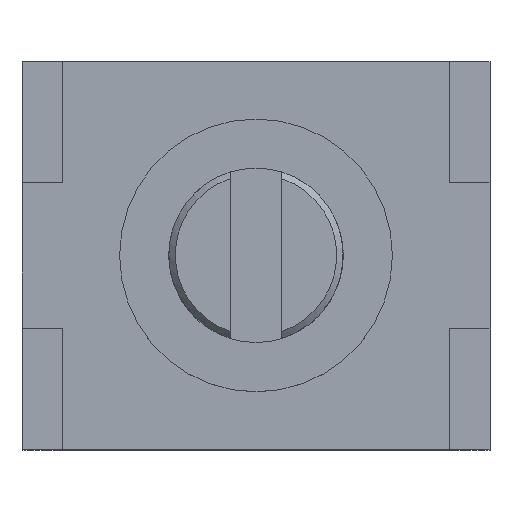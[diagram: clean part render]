
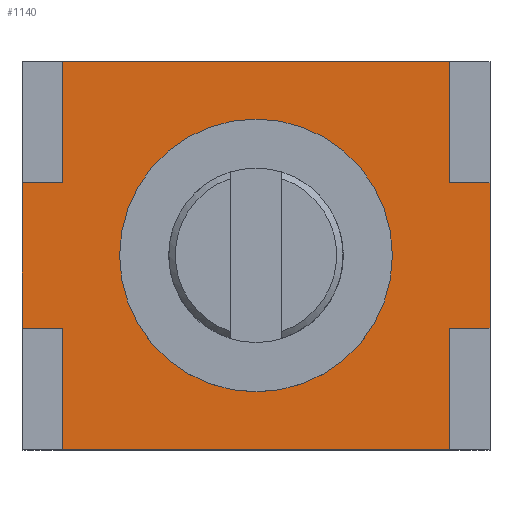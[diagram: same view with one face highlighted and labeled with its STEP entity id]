
A CAD part, top view. The second image highlights one B-rep face of the part: STEP entity #1140.
In plain terms, the highlighted planar face has unit normal (0, 0, 1).
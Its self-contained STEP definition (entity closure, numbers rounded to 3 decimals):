
#57=FACE_BOUND('',#221,.T.);
#94=PLANE('',#1249);
#146=FACE_OUTER_BOUND('',#220,.T.);
#220=EDGE_LOOP('',(#968,#969,#970,#971,#972,#973,#974,#975,#976,#977,#978,
#979));
#221=EDGE_LOOP('',(#980));
#311=LINE('',#1772,#421);
#317=LINE('',#1784,#427);
#319=LINE('',#1787,#429);
#322=LINE('',#1793,#432);
#326=LINE('',#1802,#436);
#328=LINE('',#1808,#438);
#331=LINE('',#1813,#441);
#333=LINE('',#1817,#443);
#338=LINE('',#1826,#448);
#339=LINE('',#1829,#449);
#344=LINE('',#1837,#454);
#345=LINE('',#1838,#455);
#421=VECTOR('',#1446,10.);
#427=VECTOR('',#1454,10.);
#429=VECTOR('',#1458,10.);
#432=VECTOR('',#1463,10.);
#436=VECTOR('',#1469,10.);
#438=VECTOR('',#1473,10.);
#441=VECTOR('',#1478,10.);
#443=VECTOR('',#1482,10.);
#448=VECTOR('',#1489,10.);
#449=VECTOR('',#1492,10.);
#454=VECTOR('',#1501,10.);
#455=VECTOR('',#1502,10.);
#489=CIRCLE('',#1237,5.6);
#558=VERTEX_POINT('',#1764);
#559=VERTEX_POINT('',#1768);
#561=VERTEX_POINT('',#1771);
#564=VERTEX_POINT('',#1778);
#566=VERTEX_POINT('',#1782);
#568=VERTEX_POINT('',#1791);
#570=VERTEX_POINT('',#1796);
#572=VERTEX_POINT('',#1800);
#573=VERTEX_POINT('',#1804);
#575=VERTEX_POINT('',#1807);
#577=VERTEX_POINT('',#1816);
#580=VERTEX_POINT('',#1824);
#581=VERTEX_POINT('',#1828);
#687=EDGE_CURVE('',#558,#558,#489,.T.);
#689=EDGE_CURVE('',#559,#561,#311,.T.);
#695=EDGE_CURVE('',#564,#566,#317,.T.);
#697=EDGE_CURVE('',#566,#561,#319,.T.);
#700=EDGE_CURVE('',#568,#559,#322,.T.);
#704=EDGE_CURVE('',#570,#572,#326,.T.);
#706=EDGE_CURVE('',#573,#575,#328,.T.);
#709=EDGE_CURVE('',#575,#572,#331,.T.);
#711=EDGE_CURVE('',#577,#570,#333,.T.);
#716=EDGE_CURVE('',#573,#580,#338,.T.);
#717=EDGE_CURVE('',#564,#581,#339,.T.);
#722=EDGE_CURVE('',#568,#577,#344,.T.);
#723=EDGE_CURVE('',#581,#580,#345,.T.);
#968=ORIENTED_EDGE('',*,*,#722,.T.);
#969=ORIENTED_EDGE('',*,*,#711,.T.);
#970=ORIENTED_EDGE('',*,*,#704,.T.);
#971=ORIENTED_EDGE('',*,*,#709,.F.);
#972=ORIENTED_EDGE('',*,*,#706,.F.);
#973=ORIENTED_EDGE('',*,*,#716,.T.);
#974=ORIENTED_EDGE('',*,*,#723,.F.);
#975=ORIENTED_EDGE('',*,*,#717,.F.);
#976=ORIENTED_EDGE('',*,*,#695,.T.);
#977=ORIENTED_EDGE('',*,*,#697,.T.);
#978=ORIENTED_EDGE('',*,*,#689,.F.);
#979=ORIENTED_EDGE('',*,*,#700,.F.);
#980=ORIENTED_EDGE('',*,*,#687,.T.);
#1140=ADVANCED_FACE('',(#146,#57),#94,.T.);
#1237=AXIS2_PLACEMENT_3D('',#1766,#1441,#1442);
#1249=AXIS2_PLACEMENT_3D('',#1836,#1499,#1500);
#1441=DIRECTION('center_axis',(0.,0.,-1.));
#1442=DIRECTION('ref_axis',(1.,0.,0.));
#1446=DIRECTION('',(-1.,0.,0.));
#1454=DIRECTION('',(-1.,0.,0.));
#1458=DIRECTION('',(0.,-1.,0.));
#1463=DIRECTION('',(0.,1.,0.));
#1469=DIRECTION('',(1.,0.,0.));
#1473=DIRECTION('',(1.,0.,0.));
#1478=DIRECTION('',(0.,-1.,0.));
#1482=DIRECTION('',(0.,1.,0.));
#1489=DIRECTION('',(0.,1.,0.));
#1492=DIRECTION('',(0.,1.,0.));
#1499=DIRECTION('center_axis',(0.,0.,1.));
#1500=DIRECTION('ref_axis',(1.,0.,0.));
#1501=DIRECTION('',(1.,0.,0.));
#1502=DIRECTION('',(1.,0.,0.));
#1764=CARTESIAN_POINT('',(-5.6,12.,38.5));
#1766=CARTESIAN_POINT('Origin',(0.,12.,38.5));
#1768=CARTESIAN_POINT('',(-12.,7.5,38.5));
#1771=CARTESIAN_POINT('',(-14.5,7.5,38.5));
#1772=CARTESIAN_POINT('',(-12.,7.5,38.5));
#1778=CARTESIAN_POINT('',(-12.,16.5,38.5));
#1782=CARTESIAN_POINT('',(-14.5,16.5,38.5));
#1784=CARTESIAN_POINT('',(-12.,16.5,38.5));
#1787=CARTESIAN_POINT('',(-14.5,14.25,38.5));
#1791=CARTESIAN_POINT('',(-12.,0.,38.5));
#1793=CARTESIAN_POINT('',(-12.,0.,38.5));
#1796=CARTESIAN_POINT('',(12.,7.5,38.5));
#1800=CARTESIAN_POINT('',(14.5,7.5,38.5));
#1802=CARTESIAN_POINT('',(12.,7.5,38.5));
#1804=CARTESIAN_POINT('',(12.,16.5,38.5));
#1807=CARTESIAN_POINT('',(14.5,16.5,38.5));
#1808=CARTESIAN_POINT('',(12.,16.5,38.5));
#1813=CARTESIAN_POINT('',(14.5,14.25,38.5));
#1816=CARTESIAN_POINT('',(12.,0.,38.5));
#1817=CARTESIAN_POINT('',(12.,0.,38.5));
#1824=CARTESIAN_POINT('',(12.,24.,38.5));
#1826=CARTESIAN_POINT('',(12.,0.,38.5));
#1828=CARTESIAN_POINT('',(-12.,24.,38.5));
#1829=CARTESIAN_POINT('',(-12.,0.,38.5));
#1836=CARTESIAN_POINT('Origin',(-12.,0.,38.5));
#1837=CARTESIAN_POINT('',(-12.,0.,38.5));
#1838=CARTESIAN_POINT('',(-12.,24.,38.5));
